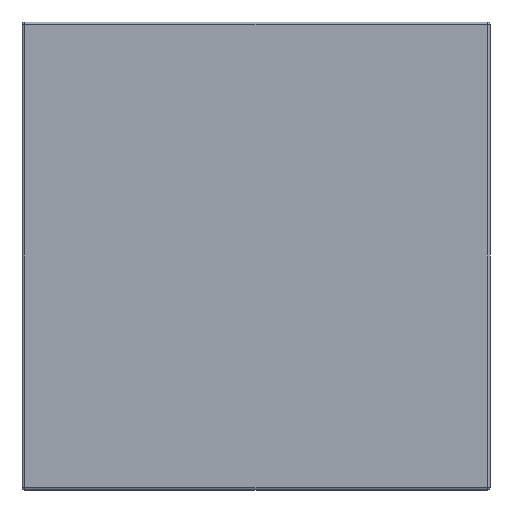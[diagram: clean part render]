
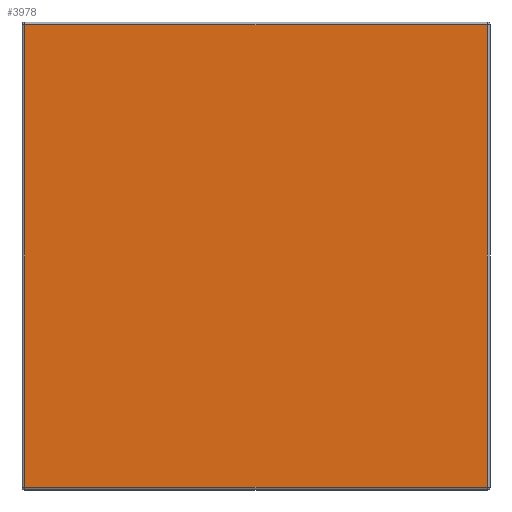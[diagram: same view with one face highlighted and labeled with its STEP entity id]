
A CAD part, front view. The second image highlights one B-rep face of the part: STEP entity #3978.
In plain terms, the highlighted planar face has unit normal (0, -1, 0).
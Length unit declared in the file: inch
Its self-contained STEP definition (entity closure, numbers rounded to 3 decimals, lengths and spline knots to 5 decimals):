
#315 = VECTOR ( 'NONE', #728, 39.37008 ) ;
#361 = DIRECTION ( 'NONE',  ( -1., 0., 0. ) ) ;
#363 = EDGE_LOOP ( 'NONE', ( #3870, #3172, #2702, #2333 ) ) ;
#531 = VERTEX_POINT ( 'NONE', #3479 ) ;
#728 = DIRECTION ( 'NONE',  ( 0., 0., -1. ) ) ;
#810 = FACE_OUTER_BOUND ( 'NONE', #363, .T. ) ;
#930 = VECTOR ( 'NONE', #1251, 39.37008 ) ;
#1023 = LINE ( 'NONE', #1689, #2881 ) ;
#1042 = VECTOR ( 'NONE', #1121, 39.37008 ) ;
#1120 = CARTESIAN_POINT ( 'NONE',  ( 0., 0., 0. ) ) ;
#1121 = DIRECTION ( 'NONE',  ( 1., 0., 0. ) ) ;
#1251 = DIRECTION ( 'NONE',  ( 0., 0., 1. ) ) ;
#1509 = EDGE_CURVE ( 'NONE', #1669, #2860, #1023, .T. ) ;
#1613 = CARTESIAN_POINT ( 'NONE',  ( 1.755, 0., -1.755 ) ) ;
#1669 = VERTEX_POINT ( 'NONE', #3991 ) ;
#1689 = CARTESIAN_POINT ( 'NONE',  ( -1.775, 0., 1.755 ) ) ;
#1881 = VERTEX_POINT ( 'NONE', #1613 ) ;
#1928 = LINE ( 'NONE', #3836, #315 ) ;
#1960 = EDGE_CURVE ( 'NONE', #2860, #531, #1928, .T. ) ;
#2049 = CARTESIAN_POINT ( 'NONE',  ( -1.755, 0., 1.755 ) ) ;
#2219 = LINE ( 'NONE', #2571, #930 ) ;
#2333 = ORIENTED_EDGE ( 'NONE', *, *, #1509, .T. ) ;
#2571 = CARTESIAN_POINT ( 'NONE',  ( 1.755, 0., 1.775 ) ) ;
#2592 = AXIS2_PLACEMENT_3D ( 'NONE', #1120, #3650, #3305 ) ;
#2702 = ORIENTED_EDGE ( 'NONE', *, *, #3260, .T. ) ;
#2860 = VERTEX_POINT ( 'NONE', #2049 ) ;
#2881 = VECTOR ( 'NONE', #361, 39.37008 ) ;
#2917 = EDGE_CURVE ( 'NONE', #531, #1881, #3286, .T. ) ;
#3172 = ORIENTED_EDGE ( 'NONE', *, *, #2917, .T. ) ;
#3260 = EDGE_CURVE ( 'NONE', #1881, #1669, #2219, .T. ) ;
#3286 = LINE ( 'NONE', #3944, #1042 ) ;
#3305 = DIRECTION ( 'NONE',  ( 0., 0., -1. ) ) ;
#3323 = PLANE ( 'NONE',  #2592 ) ;
#3479 = CARTESIAN_POINT ( 'NONE',  ( -1.755, 0., -1.755 ) ) ;
#3650 = DIRECTION ( 'NONE',  ( 0., -1., 0. ) ) ;
#3836 = CARTESIAN_POINT ( 'NONE',  ( -1.755, 0., -1.775 ) ) ;
#3870 = ORIENTED_EDGE ( 'NONE', *, *, #1960, .T. ) ;
#3944 = CARTESIAN_POINT ( 'NONE',  ( 1.775, 0., -1.755 ) ) ;
#3978 = ADVANCED_FACE ( 'NONE', ( #810 ), #3323, .T. ) ;
#3991 = CARTESIAN_POINT ( 'NONE',  ( 1.755, 0., 1.755 ) ) ;
